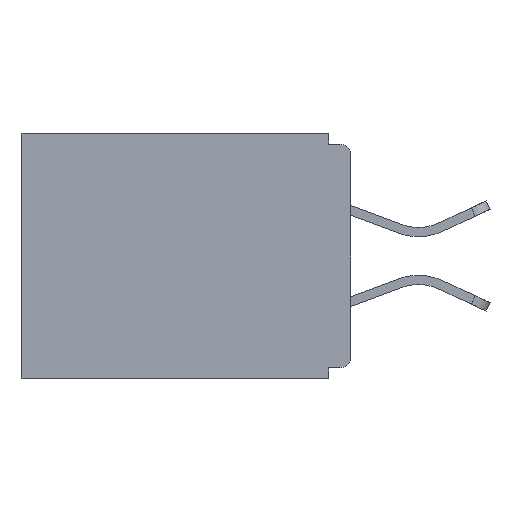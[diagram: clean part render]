
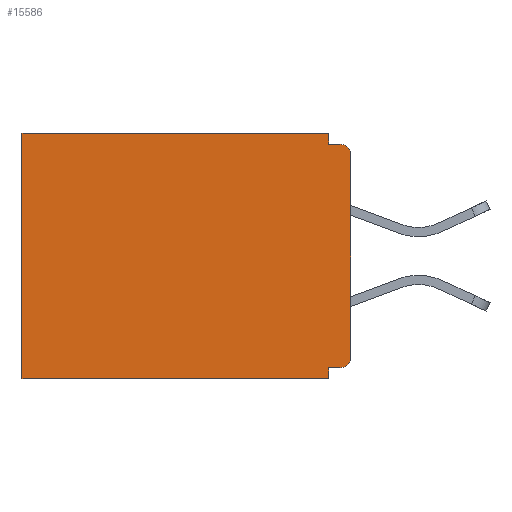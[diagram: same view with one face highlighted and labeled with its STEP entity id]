
A CAD part, left-side view. The second image highlights one B-rep face of the part: STEP entity #15586.
In plain terms, the highlighted planar face has unit normal (-1, 0, 0).
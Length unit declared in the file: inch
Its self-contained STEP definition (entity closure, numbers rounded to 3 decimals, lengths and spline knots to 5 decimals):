
#256 = VECTOR ( 'NONE', #12686, 39.37008 ) ;
#302 = LINE ( 'NONE', #19346, #22522 ) ;
#829 = VERTEX_POINT ( 'NONE', #1261 ) ;
#1094 = PLANE ( 'NONE',  #19157 ) ;
#1165 = DIRECTION ( 'NONE',  ( 0., 0., -1. ) ) ;
#1261 = CARTESIAN_POINT ( 'NONE',  ( 0.298, 0.46, -0.343 ) ) ;
#1773 = CARTESIAN_POINT ( 'NONE',  ( 0.298, 0., 0. ) ) ;
#1971 = VERTEX_POINT ( 'NONE', #14401 ) ;
#2383 = CIRCLE ( 'NONE', #11287, 0.015 ) ;
#2509 = LINE ( 'NONE', #1773, #21404 ) ;
#2924 = ORIENTED_EDGE ( 'NONE', *, *, #21794, .F. ) ;
#3126 = ORIENTED_EDGE ( 'NONE', *, *, #17934, .T. ) ;
#3326 = DIRECTION ( 'NONE',  ( 0., 1., 0. ) ) ;
#3356 = CARTESIAN_POINT ( 'NONE',  ( 0.298, 0.031, 0. ) ) ;
#3459 = EDGE_CURVE ( 'NONE', #12046, #829, #13440, .T. ) ;
#3630 = ORIENTED_EDGE ( 'NONE', *, *, #11595, .F. ) ;
#4657 = EDGE_CURVE ( 'NONE', #16597, #829, #10231, .T. ) ;
#4894 = VECTOR ( 'NONE', #3326, 39.37008 ) ;
#5137 = AXIS2_PLACEMENT_3D ( 'NONE', #20328, #20479, #18759 ) ;
#5365 = LINE ( 'NONE', #20123, #6227 ) ;
#5882 = CARTESIAN_POINT ( 'NONE',  ( 0.298, 0.031, -0.015 ) ) ;
#6175 = FACE_OUTER_BOUND ( 'NONE', #13454, .T. ) ;
#6227 = VECTOR ( 'NONE', #9007, 39.37008 ) ;
#7020 = EDGE_CURVE ( 'NONE', #20955, #22943, #302, .T. ) ;
#7887 = VERTEX_POINT ( 'NONE', #20295 ) ;
#8259 = CARTESIAN_POINT ( 'NONE',  ( 0.298, 0.031, -0.328 ) ) ;
#8660 = CARTESIAN_POINT ( 'NONE',  ( 0.298, 0., -0.343 ) ) ;
#9007 = DIRECTION ( 'NONE',  ( 0., 1., 0. ) ) ;
#9203 = VECTOR ( 'NONE', #15030, 39.37008 ) ;
#9244 = VECTOR ( 'NONE', #19013, 39.37008 ) ;
#9433 = DIRECTION ( 'NONE',  ( -1., 0., 0. ) ) ;
#9666 = ORIENTED_EDGE ( 'NONE', *, *, #10966, .T. ) ;
#9706 = CARTESIAN_POINT ( 'NONE',  ( 0.298, 0., 0. ) ) ;
#10029 = DIRECTION ( 'NONE',  ( 0., 0., -1. ) ) ;
#10231 = LINE ( 'NONE', #8660, #4894 ) ;
#10966 = EDGE_CURVE ( 'NONE', #20955, #12046, #2509, .T. ) ;
#10976 = CARTESIAN_POINT ( 'NONE',  ( 0.298, 0.031, -0.343 ) ) ;
#11287 = AXIS2_PLACEMENT_3D ( 'NONE', #20236, #9433, #21898 ) ;
#11510 = LINE ( 'NONE', #13210, #15194 ) ;
#11534 = EDGE_CURVE ( 'NONE', #22943, #1971, #11510, .T. ) ;
#11595 = EDGE_CURVE ( 'NONE', #16435, #7887, #14055, .T. ) ;
#12002 = CARTESIAN_POINT ( 'NONE',  ( 0.298, 0.015, -0.328 ) ) ;
#12046 = VERTEX_POINT ( 'NONE', #16584 ) ;
#12329 = VERTEX_POINT ( 'NONE', #8259 ) ;
#12667 = ORIENTED_EDGE ( 'NONE', *, *, #3459, .T. ) ;
#12686 = DIRECTION ( 'NONE',  ( 0., 0., -1. ) ) ;
#13210 = CARTESIAN_POINT ( 'NONE',  ( 0.298, 0., -0.015 ) ) ;
#13440 = LINE ( 'NONE', #15105, #9203 ) ;
#13454 = EDGE_LOOP ( 'NONE', ( #3126, #21052, #16556, #9666, #12667, #21950, #18510, #2924, #17482, #3630 ) ) ;
#13932 = DIRECTION ( 'NONE',  ( 1., 0., 0. ) ) ;
#14055 = LINE ( 'NONE', #9706, #9244 ) ;
#14401 = CARTESIAN_POINT ( 'NONE',  ( 0.298, 0.015, -0.015 ) ) ;
#14468 = EDGE_CURVE ( 'NONE', #18998, #7887, #2383, .T. ) ;
#14711 = DIRECTION ( 'NONE',  ( 0., 1., 0. ) ) ;
#14887 = DIRECTION ( 'NONE',  ( 0., -1., 0. ) ) ;
#15030 = DIRECTION ( 'NONE',  ( 0., 0., -1. ) ) ;
#15105 = CARTESIAN_POINT ( 'NONE',  ( 0.298, 0.46, 0. ) ) ;
#15194 = VECTOR ( 'NONE', #14887, 39.37008 ) ;
#15586 = ADVANCED_FACE ( 'NONE', ( #6175 ), #1094, .F. ) ;
#15739 = LINE ( 'NONE', #10976, #256 ) ;
#15820 = CARTESIAN_POINT ( 'NONE',  ( 0.298, 0., 0. ) ) ;
#16435 = VERTEX_POINT ( 'NONE', #20491 ) ;
#16556 = ORIENTED_EDGE ( 'NONE', *, *, #7020, .F. ) ;
#16584 = CARTESIAN_POINT ( 'NONE',  ( 0.298, 0.46, 0. ) ) ;
#16597 = VERTEX_POINT ( 'NONE', #22665 ) ;
#17482 = ORIENTED_EDGE ( 'NONE', *, *, #14468, .T. ) ;
#17934 = EDGE_CURVE ( 'NONE', #16435, #1971, #19801, .T. ) ;
#18510 = ORIENTED_EDGE ( 'NONE', *, *, #23207, .F. ) ;
#18759 = DIRECTION ( 'NONE',  ( 0., 0., -1. ) ) ;
#18998 = VERTEX_POINT ( 'NONE', #12002 ) ;
#19013 = DIRECTION ( 'NONE',  ( 0., 0., -1. ) ) ;
#19157 = AXIS2_PLACEMENT_3D ( 'NONE', #15820, #13932, #10029 ) ;
#19346 = CARTESIAN_POINT ( 'NONE',  ( 0.298, 0.031, -0.343 ) ) ;
#19801 = CIRCLE ( 'NONE', #5137, 0.015 ) ;
#20123 = CARTESIAN_POINT ( 'NONE',  ( 0.298, 0., -0.328 ) ) ;
#20236 = CARTESIAN_POINT ( 'NONE',  ( 0.298, 0.015, -0.313 ) ) ;
#20295 = CARTESIAN_POINT ( 'NONE',  ( 0.298, 0., -0.313 ) ) ;
#20328 = CARTESIAN_POINT ( 'NONE',  ( 0.298, 0.015, -0.03 ) ) ;
#20479 = DIRECTION ( 'NONE',  ( -1., 0., 0. ) ) ;
#20491 = CARTESIAN_POINT ( 'NONE',  ( 0.298, 0., -0.03 ) ) ;
#20955 = VERTEX_POINT ( 'NONE', #3356 ) ;
#21052 = ORIENTED_EDGE ( 'NONE', *, *, #11534, .F. ) ;
#21404 = VECTOR ( 'NONE', #14711, 39.37008 ) ;
#21794 = EDGE_CURVE ( 'NONE', #18998, #12329, #5365, .T. ) ;
#21898 = DIRECTION ( 'NONE',  ( 0., 0., -1. ) ) ;
#21950 = ORIENTED_EDGE ( 'NONE', *, *, #4657, .F. ) ;
#22522 = VECTOR ( 'NONE', #1165, 39.37008 ) ;
#22665 = CARTESIAN_POINT ( 'NONE',  ( 0.298, 0.031, -0.343 ) ) ;
#22943 = VERTEX_POINT ( 'NONE', #5882 ) ;
#23207 = EDGE_CURVE ( 'NONE', #12329, #16597, #15739, .T. ) ;
